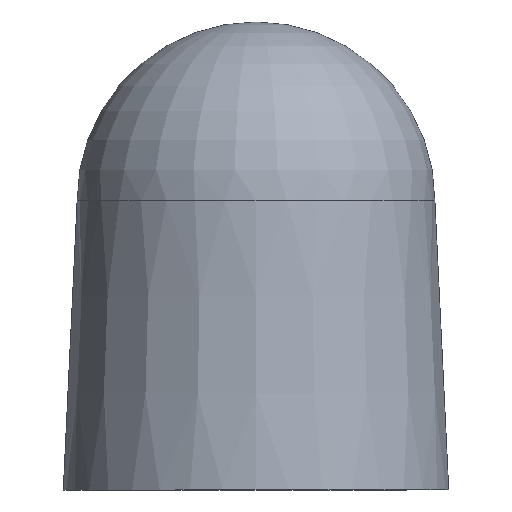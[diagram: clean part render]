
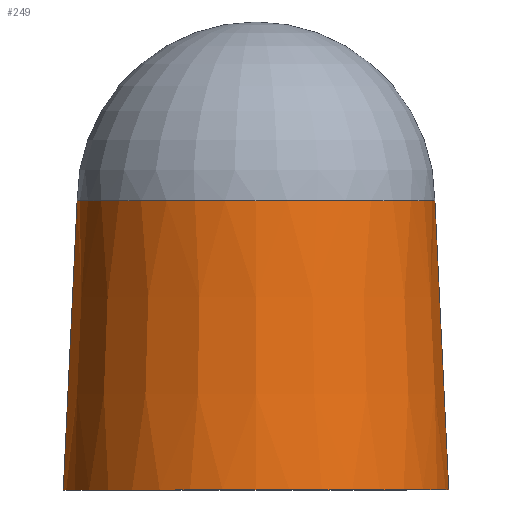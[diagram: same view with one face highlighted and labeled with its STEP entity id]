
A CAD part, front view. The second image highlights one B-rep face of the part: STEP entity #249.
In plain terms, the highlighted conical face has half-angle 2.741 degrees and reference radius 6.497 mm.
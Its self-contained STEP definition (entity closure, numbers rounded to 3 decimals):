
#7 = AXIS2_PLACEMENT_3D ( 'NONE', #192, #16, #226 ) ;
#11 = CARTESIAN_POINT ( 'NONE',  ( 5.067, -26.307, 10.5 ) ) ;
#16 = DIRECTION ( 'NONE',  ( 0., 0., -1. ) ) ;
#23 = DIRECTION ( 'NONE',  ( -1., 0., 0. ) ) ;
#34 = CIRCLE ( 'NONE', #155, 6.497 ) ;
#46 = ORIENTED_EDGE ( 'NONE', *, *, #93, .F. ) ;
#52 = CARTESIAN_POINT ( 'NONE',  ( 5.067, -26.307, 10.5 ) ) ;
#57 = ORIENTED_EDGE ( 'NONE', *, *, #89, .T. ) ;
#68 = CARTESIAN_POINT ( 'NONE',  ( 18.564, -26.307, 0. ) ) ;
#88 = CONICAL_SURFACE ( 'NONE', #240, 6.497, 0.048 ) ;
#89 = EDGE_CURVE ( 'NONE', #147, #278, #34, .T. ) ;
#93 = EDGE_CURVE ( 'NONE', #147, #101, #185, .T. ) ;
#101 = VERTEX_POINT ( 'NONE', #68 ) ;
#109 = DIRECTION ( 'NONE',  ( -1., 0., 0. ) ) ;
#111 = DIRECTION ( 'NONE',  ( 0., 0., -1. ) ) ;
#136 = FACE_OUTER_BOUND ( 'NONE', #156, .T. ) ;
#143 = CARTESIAN_POINT ( 'NONE',  ( 4.564, -26.307, 0. ) ) ;
#147 = VERTEX_POINT ( 'NONE', #203 ) ;
#152 = ORIENTED_EDGE ( 'NONE', *, *, #302, .F. ) ;
#155 = AXIS2_PLACEMENT_3D ( 'NONE', #294, #111, #109 ) ;
#156 = EDGE_LOOP ( 'NONE', ( #46, #57, #375, #152 ) ) ;
#171 = CARTESIAN_POINT ( 'NONE',  ( 11.564, -26.307, 10.5 ) ) ;
#172 = CARTESIAN_POINT ( 'NONE',  ( 18.061, -26.307, 10.5 ) ) ;
#185 = LINE ( 'NONE', #172, #373 ) ;
#192 = CARTESIAN_POINT ( 'NONE',  ( 11.564, -26.307, 0. ) ) ;
#200 = DIRECTION ( 'NONE',  ( 0., 0., -1. ) ) ;
#203 = CARTESIAN_POINT ( 'NONE',  ( 18.061, -26.307, 10.5 ) ) ;
#212 = EDGE_CURVE ( 'NONE', #278, #272, #218, .T. ) ;
#218 = LINE ( 'NONE', #11, #303 ) ;
#226 = DIRECTION ( 'NONE',  ( -1., 0., 0. ) ) ;
#231 = CIRCLE ( 'NONE', #7, 7. ) ;
#240 = AXIS2_PLACEMENT_3D ( 'NONE', #171, #200, #23 ) ;
#249 = ADVANCED_FACE ( 'NONE', ( #136 ), #88, .T. ) ;
#254 = DIRECTION ( 'NONE',  ( 0.048, 0., -0.999 ) ) ;
#272 = VERTEX_POINT ( 'NONE', #143 ) ;
#278 = VERTEX_POINT ( 'NONE', #52 ) ;
#280 = DIRECTION ( 'NONE',  ( -0.048, 0., -0.999 ) ) ;
#294 = CARTESIAN_POINT ( 'NONE',  ( 11.564, -26.307, 10.5 ) ) ;
#302 = EDGE_CURVE ( 'NONE', #101, #272, #231, .T. ) ;
#303 = VECTOR ( 'NONE', #280, 1000. ) ;
#373 = VECTOR ( 'NONE', #254, 1000. ) ;
#375 = ORIENTED_EDGE ( 'NONE', *, *, #212, .T. ) ;
